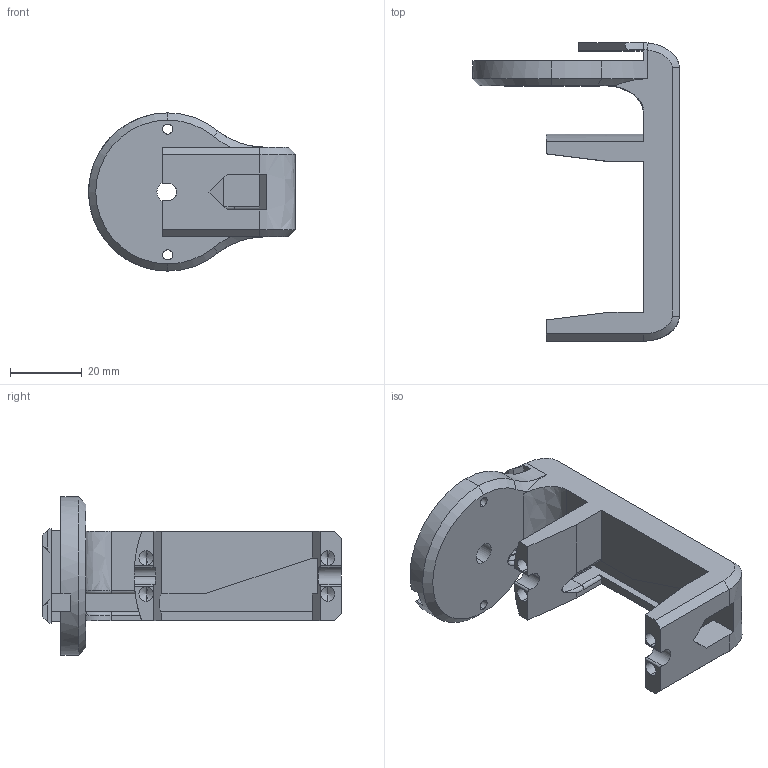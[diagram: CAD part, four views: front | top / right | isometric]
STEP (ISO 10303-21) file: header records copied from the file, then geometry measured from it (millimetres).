
FILE_DESCRIPTION (( 'STEP AP203' ), '1' );
FILE_NAME ('P28_Wheel_Bracket_Split_Left Wiring.step', '2020-03-06T13:30:05', ( '' ), ( '' ), 'SwSTEP 2.0', 'SolidWorks 2018', '' );
FILE_SCHEMA (( 'CONFIG_CONTROL_DESIGN' ));
Length unit declared in the file: millimetre
Products named in the file (1): P28_Wheel_Bracket_Split_Left Wiring
Bounding box: 57.5 x 83 x 44 mm (x, y, z)
Volume: 35703.1 mm3; surface area: 15017.3 mm2
Topology: 1 solids, 1 shells, 149 faces, 429 edges, 272 vertices
Faces by surface type: plane 57, cylinder 36, bspline 35, cone 21
Entity records: 6851 total; most frequent: CARTESIAN_POINT 3225, ORIENTED_EDGE 842, DIRECTION 607, EDGE_CURVE 421, VERTEX_POINT 272, LINE 215, VECTOR 215, AXIS2_PLACEMENT_3D 196
